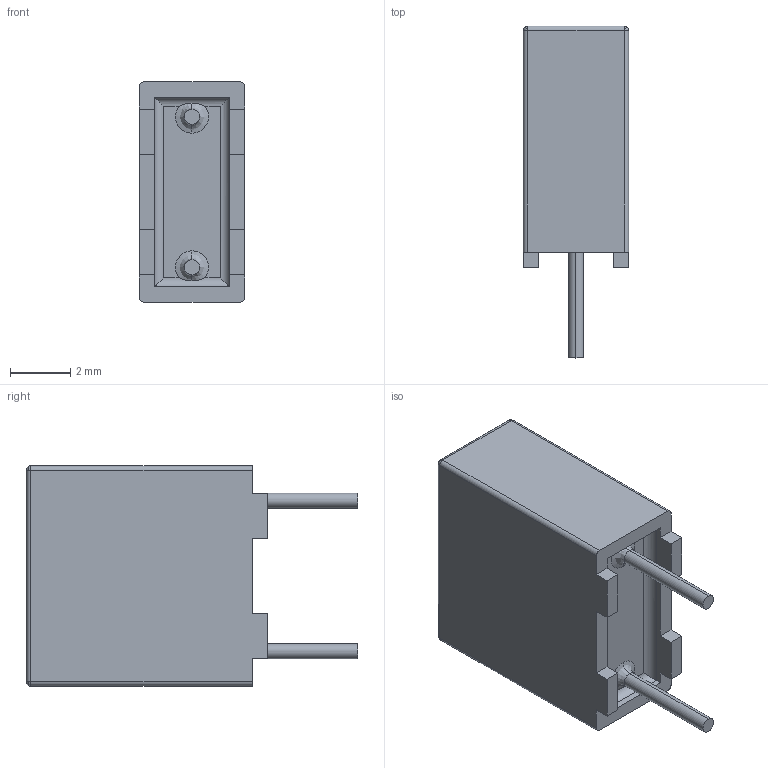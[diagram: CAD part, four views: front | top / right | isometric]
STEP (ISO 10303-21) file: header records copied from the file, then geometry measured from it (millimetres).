
FILE_DESCRIPTION (( 'STEP AP214' ), '1' );
FILE_NAME ('User Library-B32529C_3.5x8x7.3.STEP', '2018-10-22T12:22:08', ( '' ), ( '' ), 'SwSTEP 2.0', 'SolidWorks 2018', '' );
FILE_SCHEMA (( 'AUTOMOTIVE_DESIGN' ));
Length unit declared in the file: millimetre
Products named in the file (1): User Library-B32529C_3.5x8x7.3
Bounding box: 3.5 x 11 x 7.3 mm (x, y, z)
Volume: 186.8 mm3; surface area: 238.1 mm2
Topology: 1 solids, 1 shells, 210 faces, 586 edges, 380 vertices
Faces by surface type: bspline 112, plane 82, cylinder 16
Entity records: 7590 total; most frequent: CARTESIAN_POINT 2705, ORIENTED_EDGE 1156, DIRECTION 608, EDGE_CURVE 578, VERTEX_POINT 380, VECTOR 322, LINE 322, EDGE_LOOP 220
